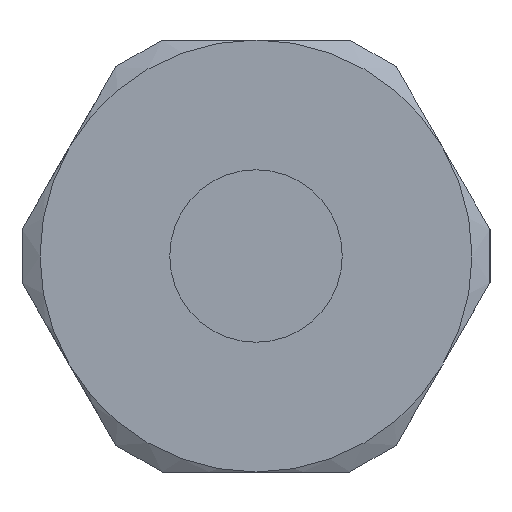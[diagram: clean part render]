
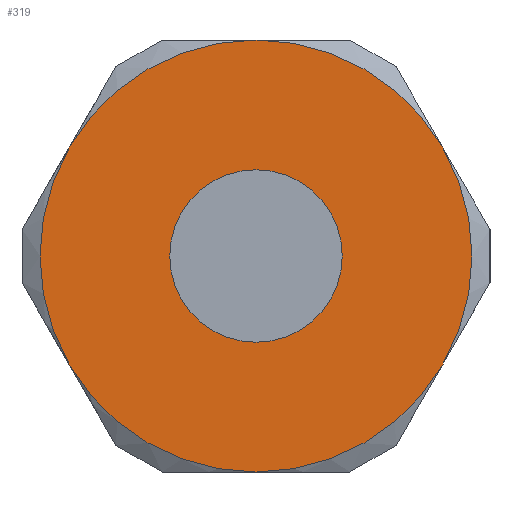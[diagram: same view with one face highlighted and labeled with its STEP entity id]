
A CAD part, left-side view. The second image highlights one B-rep face of the part: STEP entity #319.
In plain terms, the highlighted planar face has unit normal (-1, 0, 0).
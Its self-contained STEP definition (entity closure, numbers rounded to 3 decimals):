
#319 = ADVANCED_FACE( '', ( #619, #620 ), #621, .F. );
#619 = FACE_OUTER_BOUND( '', #906, .T. );
#620 = FACE_BOUND( '', #907, .T. );
#621 = PLANE( '', #908 );
#906 = EDGE_LOOP( '', ( #1556, #1557, #1558, #1559, #1560, #1561 ) );
#907 = EDGE_LOOP( '', ( #1562 ) );
#908 = AXIS2_PLACEMENT_3D( '', #1563, #1564, #1565 );
#1556 = ORIENTED_EDGE( '', *, *, #1911, .F. );
#1557 = ORIENTED_EDGE( '', *, *, #1879, .F. );
#1558 = ORIENTED_EDGE( '', *, *, #1912, .F. );
#1559 = ORIENTED_EDGE( '', *, *, #1884, .F. );
#1560 = ORIENTED_EDGE( '', *, *, #1763, .F. );
#1561 = ORIENTED_EDGE( '', *, *, #1869, .F. );
#1562 = ORIENTED_EDGE( '', *, *, #1872, .T. );
#1563 = CARTESIAN_POINT( '', ( 0., 0., 0. ) );
#1564 = DIRECTION( '', ( 1., 0., 0. ) );
#1565 = DIRECTION( '', ( 0., 0., -1. ) );
#1763 = EDGE_CURVE( '', #2104, #2069, #2106, .T. );
#1869 = EDGE_CURVE( '', #2219, #2104, #2245, .T. );
#1872 = EDGE_CURVE( '', #2248, #2248, #2249, .T. );
#1879 = EDGE_CURVE( '', #2256, #1986, #2257, .T. );
#1884 = EDGE_CURVE( '', #2069, #2263, #2264, .T. );
#1911 = EDGE_CURVE( '', #1986, #2219, #2296, .T. );
#1912 = EDGE_CURVE( '', #2263, #2256, #2297, .T. );
#1986 = VERTEX_POINT( '', #2445 );
#2069 = VERTEX_POINT( '', #2647 );
#2104 = VERTEX_POINT( '', #2749 );
#2106 = CIRCLE( '', #2756, 18. );
#2219 = VERTEX_POINT( '', #3027 );
#2245 = CIRCLE( '', #3074, 18. );
#2248 = VERTEX_POINT( '', #3077 );
#2249 = CIRCLE( '', #3078, 7.188 );
#2256 = VERTEX_POINT( '', #3092 );
#2257 = CIRCLE( '', #3093, 18. );
#2263 = VERTEX_POINT( '', #3109 );
#2264 = CIRCLE( '', #3110, 18. );
#2296 = CIRCLE( '', #3191, 18. );
#2297 = CIRCLE( '', #3192, 18. );
#2445 = CARTESIAN_POINT( '', ( 0., 15.588, -9. ) );
#2647 = CARTESIAN_POINT( '', ( 0., -15.588, 9. ) );
#2749 = CARTESIAN_POINT( '', ( 0., 0., 18. ) );
#2756 = AXIS2_PLACEMENT_3D( '', #3278, #3279, #3280 );
#3027 = CARTESIAN_POINT( '', ( 0., 15.588, 9. ) );
#3074 = AXIS2_PLACEMENT_3D( '', #3386, #3387, #3388 );
#3077 = CARTESIAN_POINT( '', ( 0., 0., -7.188 ) );
#3078 = AXIS2_PLACEMENT_3D( '', #3389, #3390, #3391 );
#3092 = CARTESIAN_POINT( '', ( 0., 0., -18. ) );
#3093 = AXIS2_PLACEMENT_3D( '', #3394, #3395, #3396 );
#3109 = CARTESIAN_POINT( '', ( 0., -15.588, -9. ) );
#3110 = AXIS2_PLACEMENT_3D( '', #3397, #3398, #3399 );
#3191 = AXIS2_PLACEMENT_3D( '', #3409, #3410, #3411 );
#3192 = AXIS2_PLACEMENT_3D( '', #3412, #3413, #3414 );
#3278 = CARTESIAN_POINT( '', ( 0., 0., 0. ) );
#3279 = DIRECTION( '', ( 1., 0., 0. ) );
#3280 = DIRECTION( '', ( 0., 0., -1. ) );
#3386 = CARTESIAN_POINT( '', ( 0., 0., 0. ) );
#3387 = DIRECTION( '', ( 1., 0., 0. ) );
#3388 = DIRECTION( '', ( 0., 0., -1. ) );
#3389 = CARTESIAN_POINT( '', ( 0., 0., 0. ) );
#3390 = DIRECTION( '', ( 1., 0., 0. ) );
#3391 = DIRECTION( '', ( 0., 0., -1. ) );
#3394 = CARTESIAN_POINT( '', ( 0., 0., 0. ) );
#3395 = DIRECTION( '', ( 1., 0., 0. ) );
#3396 = DIRECTION( '', ( 0., 0., -1. ) );
#3397 = CARTESIAN_POINT( '', ( 0., 0., 0. ) );
#3398 = DIRECTION( '', ( 1., 0., 0. ) );
#3399 = DIRECTION( '', ( 0., 0., -1. ) );
#3409 = CARTESIAN_POINT( '', ( 0., 0., 0. ) );
#3410 = DIRECTION( '', ( 1., 0., 0. ) );
#3411 = DIRECTION( '', ( 0., 0., -1. ) );
#3412 = CARTESIAN_POINT( '', ( 0., 0., 0. ) );
#3413 = DIRECTION( '', ( 1., 0., 0. ) );
#3414 = DIRECTION( '', ( 0., 0., -1. ) );
